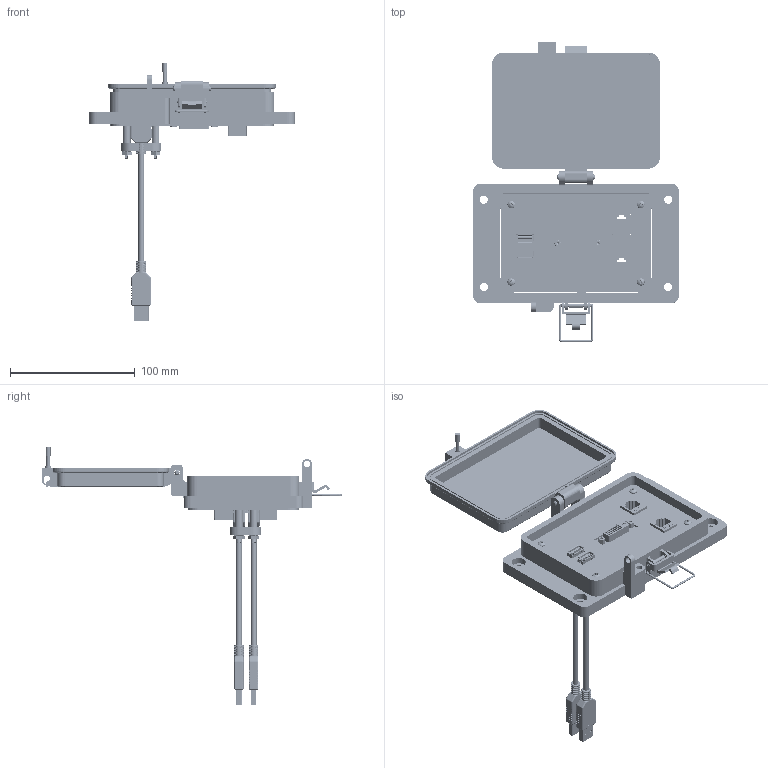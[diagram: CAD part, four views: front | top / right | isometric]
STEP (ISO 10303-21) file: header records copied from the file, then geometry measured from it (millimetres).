
FILE_DESCRIPTION (( 'STEP AP203' ), '1' );
FILE_NAME ('P-P11#2Q102R2#2-M3RX-C3_3D.STEP', '2019-02-15T14:21:29', ( '' ), ( '' ), 'SwSTEP 2.0', 'SolidWorks 2018', '' );
FILE_SCHEMA (( 'CONFIG_CONTROL_DESIGN' ));
Length unit declared in the file: millimetre
Products named in the file (17): Z-H-M3_B; P-P11#2Q102R2#2-M3RX-C3_TP240_3; -M3; 632FH_1-3_4-IN; 92005A124_METRIC PAN HEAD PHILLIPS MACHINE SCREW_92005A124; Z-001-SPR_1-1_4; P-P11#2Q102R2#2-M3RX-C3_3D; Z-002-632516HN_90675A007; P-P11#2Q102R2#2-M3RX-C3_BP180_1; P-P11#2Q102R2#2-M3RX-C3_FP060_1; P-P11#2Q102R2#2-M3RX-C3_TP060_1; Q102; Z-000-4243316TFP; Z-300-RJ45CAT5; Z-020-3047; R2; P11
Assembly tree (34 placements, depth 3):
  P-P11#2Q102R2#2-M3RX-C3_3D
    P-P11#2Q102R2#2-M3RX-C3_BP180_1
    P-P11#2Q102R2#2-M3RX-C3_TP060_1  x2
    Z-000-4243316TFP  x4
    P11  x2
      Z-020-3047
    P-P11#2Q102R2#2-M3RX-C3_TP240_3
    632FH_1-3_4-IN  x4
    Z-001-SPR_1-1_4  x4
    Z-002-632516HN_90675A007  x4
    P-P11#2Q102R2#2-M3RX-C3_FP060_1
    Q102
    R2  x2
      Z-300-RJ45CAT5
    -M3
      Z-H-M3_B
    92005A124_METRIC PAN HEAD PHILLIPS MACHINE SCREW_92005A124  x4
Bounding box: 164.96 x 240.59 x 206.58 mm (x, y, z)
Volume: 267962.2 mm3; surface area: 177561.5 mm2
Topology: 64 solids, 64 shells, 6959 faces, 19354 edges, 12663 vertices
Faces by surface type: plane 3262, cylinder 2461, bspline 844, cone 368, torus 16, sphere 8
Entity records: 165633 total; most frequent: CARTESIAN_POINT 66609, ORIENTED_EDGE 21822, DIRECTION 17532, EDGE_CURVE 10911, VERTEX_POINT 7146, LINE 7126, VECTOR 7126, AXIS2_PLACEMENT_3D 5203
